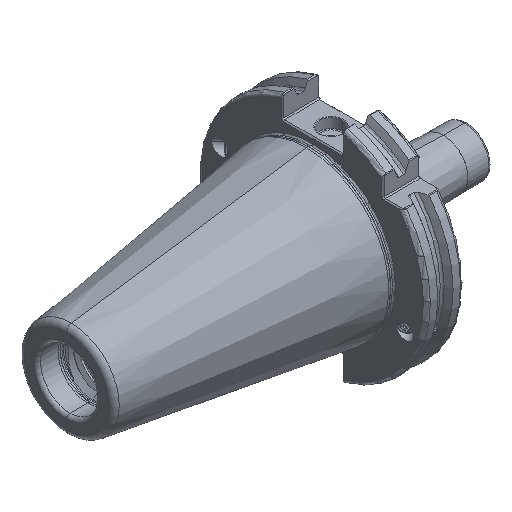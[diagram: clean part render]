
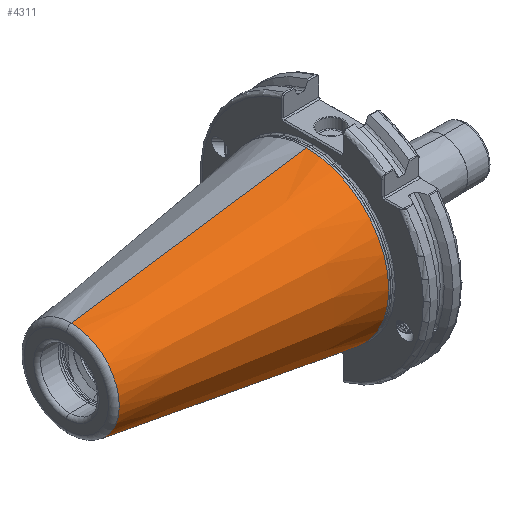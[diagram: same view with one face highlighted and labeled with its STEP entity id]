
A CAD part, isometric view. The second image highlights one B-rep face of the part: STEP entity #4311.
In plain terms, the highlighted conical face has half-angle 8.297 degrees and reference radius 35.392 mm.
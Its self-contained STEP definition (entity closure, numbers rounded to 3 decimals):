
#3785 = ORIENTED_EDGE ( 'NONE', *, *, #12762, .F. ) ;
#3790 = ORIENTED_EDGE ( 'NONE', *, *, #12765, .T. ) ;
#3792 = ORIENTED_EDGE ( 'NONE', *, *, #13007, .T. ) ;
#3793 = ORIENTED_EDGE ( 'NONE', *, *, #12772, .F. ) ;
#3794 = ORIENTED_EDGE ( 'NONE', *, *, #13003, .F. ) ;
#3888 = LINE ( 'NONE', #3889, #10452 ) ;
#3889 = CARTESIAN_POINT ( 'NONE',  ( 0., 0., 35.392 ) ) ;
#3890 = DIRECTION ( 'NONE',  ( 0.99, 0., 0.144 ) ) ;
#3897 = LINE ( 'NONE', #3898, #10449 ) ;
#3898 = CARTESIAN_POINT ( 'NONE',  ( 0., 0., -35.392 ) ) ;
#3899 = DIRECTION ( 'NONE',  ( 0.99, 0., -0.144 ) ) ;
#3917 = CARTESIAN_POINT ( 'NONE',  ( -2.5, 0., 0. ) ) ;
#3918 = DIRECTION ( 'NONE',  ( 1., 0., 0. ) ) ;
#3919 = DIRECTION ( 'NONE',  ( 0., 1., 0. ) ) ;
#4311 = ADVANCED_FACE ( 'NONE', ( #17814 ), #5734, .T. ) ;
#4948 = EDGE_LOOP ( 'NONE', ( #3785, #3792, #3790, #3794, #3793 ) ) ;
#5734 = CONICAL_SURFACE ( 'NONE', #17810, 35.392, 0.145 ) ;
#5803 = CIRCLE ( 'NONE', #10448, 35.027 ) ;
#5848 = CIRCLE ( 'NONE', #7057, 35.027 ) ;
#5852 = CIRCLE ( 'NONE', #7066, 20.399 ) ;
#7057 = AXIS2_PLACEMENT_3D ( 'NONE', #18879, #18880, #18881 ) ;
#7066 = AXIS2_PLACEMENT_3D ( 'NONE', #18891, #18892, #18893 ) ;
#10448 = AXIS2_PLACEMENT_3D ( 'NONE', #3917, #3918, #3919 ) ;
#10449 = VECTOR ( 'NONE', #3899, 1000. ) ;
#10452 = VECTOR ( 'NONE', #3890, 1000. ) ;
#12375 = CARTESIAN_POINT ( 'NONE',  ( 0., 0., 0. ) ) ;
#12376 = DIRECTION ( 'NONE',  ( 1., 0., 0. ) ) ;
#12377 = DIRECTION ( 'NONE',  ( 0., 0., -1. ) ) ;
#12762 = EDGE_CURVE ( 'NONE', #17710, #17690, #3888, .T. ) ;
#12765 = EDGE_CURVE ( 'NONE', #17709, #17688, #3897, .T. ) ;
#12772 = EDGE_CURVE ( 'NONE', #17690, #17686, #5803, .T. ) ;
#13003 = EDGE_CURVE ( 'NONE', #17686, #17688, #5848, .T. ) ;
#13007 = EDGE_CURVE ( 'NONE', #17710, #17709, #5852, .T. ) ;
#17686 = VERTEX_POINT ( 'NONE', #18605 ) ;
#17688 = VERTEX_POINT ( 'NONE', #18607 ) ;
#17690 = VERTEX_POINT ( 'NONE', #18609 ) ;
#17709 = VERTEX_POINT ( 'NONE', #18628 ) ;
#17710 = VERTEX_POINT ( 'NONE', #18629 ) ;
#17810 = AXIS2_PLACEMENT_3D ( 'NONE', #12375, #12376, #12377 ) ;
#17814 = FACE_OUTER_BOUND ( 'NONE', #4948, .T. ) ;
#18605 = CARTESIAN_POINT ( 'NONE',  ( -2.5, -35.027, 0. ) ) ;
#18607 = CARTESIAN_POINT ( 'NONE',  ( -2.5, 0., -35.027 ) ) ;
#18609 = CARTESIAN_POINT ( 'NONE',  ( -2.5, 0., 35.027 ) ) ;
#18628 = CARTESIAN_POINT ( 'NONE',  ( -102.811, 0., -20.399 ) ) ;
#18629 = CARTESIAN_POINT ( 'NONE',  ( -102.811, 0., 20.399 ) ) ;
#18879 = CARTESIAN_POINT ( 'NONE',  ( -2.5, 0., 0. ) ) ;
#18880 = DIRECTION ( 'NONE',  ( 1., 0., 0. ) ) ;
#18881 = DIRECTION ( 'NONE',  ( 0., 1., 0. ) ) ;
#18891 = CARTESIAN_POINT ( 'NONE',  ( -102.811, 0., 0. ) ) ;
#18892 = DIRECTION ( 'NONE',  ( 1., 0., 0. ) ) ;
#18893 = DIRECTION ( 'NONE',  ( 0., 0., 1. ) ) ;
